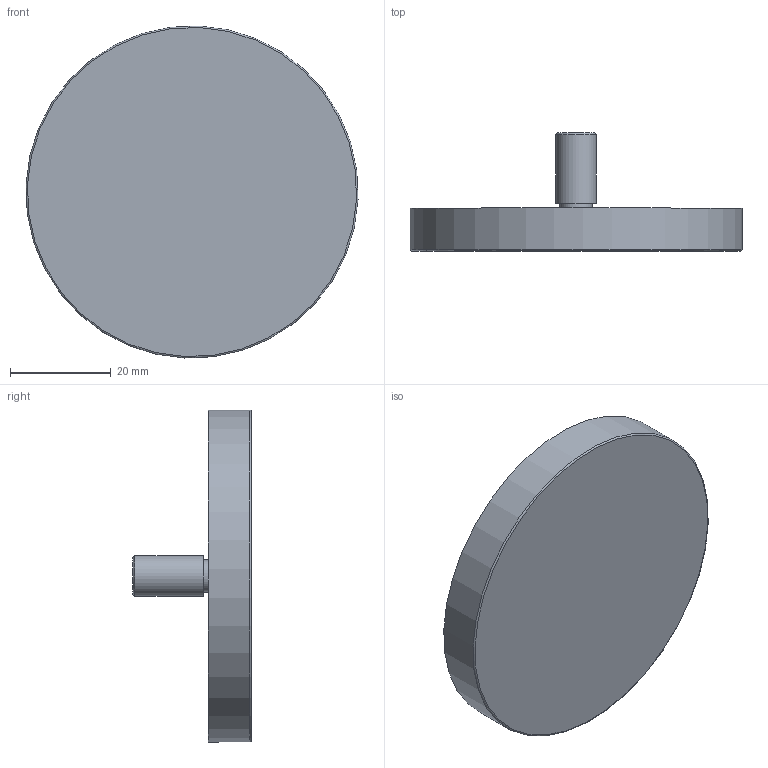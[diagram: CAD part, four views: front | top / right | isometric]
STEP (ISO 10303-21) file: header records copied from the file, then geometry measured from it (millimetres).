
FILE_DESCRIPTION(/* description */ (''),/* implementation_level */ '2;1');
FILE_NAME(/* name */ 'GM17519 -.stp',/* time_stamp */ '2019-10-01T13:53:48+02:00',/* author */ ('PV'),/* organization */ (''),/* preprocessor_version */ 'ST-DEVELOPER v17.2',/* originating_system */ 'Autodesk Inventor 2019',/* authorisation */ '');
FILE_SCHEMA (('AUTOMOTIVE_DESIGN { 1 0 10303 214 3 1 1 }'));
Length unit declared in the file: millimetre
Products named in the file (5): GM17519; E0117187; E0117189; E0117188; E0117185
Assembly tree (9 placements, depth 2):
  GM17519
    E0117187
    E0117189
    E0117188
    E0117185  x6
Bounding box: 65.94 x 23.5 x 65.94 mm (x, y, z)
Volume: 29211.9 mm3; surface area: 36635.7 mm2
Topology: 9 solids, 9 shells, 239 faces, 623 edges, 420 vertices
Faces by surface type: plane 120, bspline 96, cylinder 21, cone 1, torus 1
Full cylindrical faces by diameter (mm): 6.4 x1, 8 x1, 10 x1, 12 x12, 22 x1, 63 x2, 65 x2, 66 x1
Entity records: 2360 total; most frequent: CARTESIAN_POINT 609, ORIENTED_EDGE 316, DIRECTION 301, EDGE_CURVE 158, AXIS2_PLACEMENT_3D 113, VERTEX_POINT 110, EDGE_LOOP 84, LINE 75
